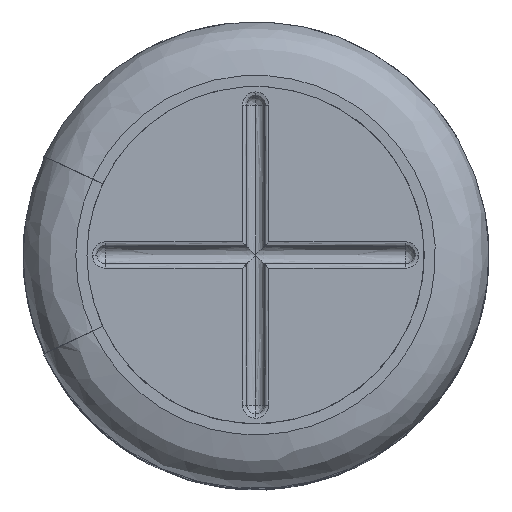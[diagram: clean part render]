
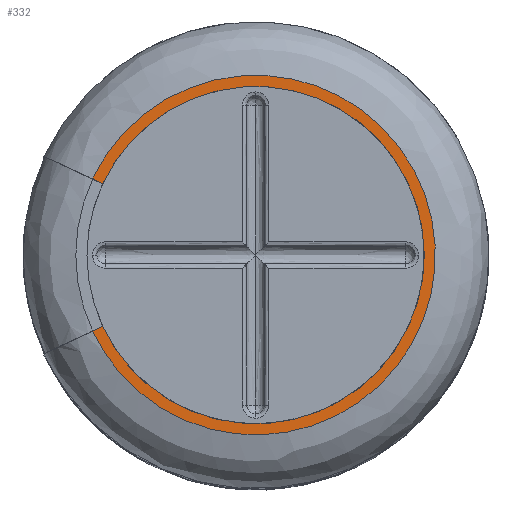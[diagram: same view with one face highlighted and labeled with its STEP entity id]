
A CAD part, top view. The second image highlights one B-rep face of the part: STEP entity #332.
In plain terms, the highlighted planar face has unit normal (0, 0, 1).
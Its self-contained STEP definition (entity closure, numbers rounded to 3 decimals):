
#332=ADVANCED_FACE('',(#490),#2320,.T.);
#490=FACE_OUTER_BOUND('',#631,.T.);
#631=EDGE_LOOP('',(#876,#877,#878,#879));
#876=ORIENTED_EDGE('',*,*,#1380,.T.);
#877=ORIENTED_EDGE('',*,*,#1376,.T.);
#878=ORIENTED_EDGE('',*,*,#1370,.T.);
#879=ORIENTED_EDGE('',*,*,#1377,.T.);
#1370=EDGE_CURVE('',#2085,#2086,#1873,.T.);
#1376=EDGE_CURVE('',#2091,#2085,#1700,.T.);
#1377=EDGE_CURVE('',#2086,#2090,#1701,.T.);
#1380=EDGE_CURVE('',#2090,#2091,#1878,.T.);
#1700=B_SPLINE_CURVE_WITH_KNOTS('',1,(#4010,#4011),.UNSPECIFIED.,.F.,.F.,
(2,2),(-0.12,0.),.UNSPECIFIED.);
#1701=B_SPLINE_CURVE_WITH_KNOTS('',1,(#4012,#4013),.UNSPECIFIED.,.F.,.F.,
(2,2),(-0.12,0.),.UNSPECIFIED.);
#1873=(
BOUNDED_CURVE()
B_SPLINE_CURVE(2,(#3989,#3990,#3991,#3992,#3993,#3994,#3995,#3996,#3997),
 .UNSPECIFIED.,.F.,.F.)
B_SPLINE_CURVE_WITH_KNOTS((3,2,2,2,3),(-9.769,-7.327,
-4.884,-2.442,0.),.UNSPECIFIED.)
CURVE()
GEOMETRIC_REPRESENTATION_ITEM()
RATIONAL_B_SPLINE_CURVE((1.,0.78,1.,0.78,1.,0.78,
1.,0.78,1.))
REPRESENTATION_ITEM('')
);
#1878=(
BOUNDED_CURVE()
B_SPLINE_CURVE(2,(#4020,#4021,#4022,#4023,#4024,#4025,#4026,#4027,#4028),
 .UNSPECIFIED.,.F.,.F.)
B_SPLINE_CURVE_WITH_KNOTS((3,2,2,2,3),(-12.096,-9.492,
-6.888,-4.284,-1.68),.UNSPECIFIED.)
CURVE()
GEOMETRIC_REPRESENTATION_ITEM()
RATIONAL_B_SPLINE_CURVE((1.,0.78,1.,0.78,1.,0.78,
1.,0.78,1.))
REPRESENTATION_ITEM('')
);
#2085=VERTEX_POINT('',#3674);
#2086=VERTEX_POINT('',#3675);
#2090=VERTEX_POINT('',#3679);
#2091=VERTEX_POINT('',#3680);
#2320=PLANE('',#2470);
#2470=AXIS2_PLACEMENT_3D('',#3557,#2496,$);
#2496=DIRECTION('',(0.,0.,1.));
#3557=CARTESIAN_POINT('',(-2.124,-2.669,11.12));
#3674=CARTESIAN_POINT('',(-1.636,0.763,11.12));
#3675=CARTESIAN_POINT('',(-1.636,-0.763,11.12));
#3679=CARTESIAN_POINT('',(-1.745,-0.814,11.12));
#3680=CARTESIAN_POINT('',(-1.745,0.814,11.12));
#3989=CARTESIAN_POINT('',(-1.636,0.763,11.12));
#3990=CARTESIAN_POINT('',(-1.024,2.076,11.12));
#3991=CARTESIAN_POINT('',(0.391,1.763,11.12));
#3992=CARTESIAN_POINT('',(1.806,1.449,11.12));
#3993=CARTESIAN_POINT('',(1.806,0.,11.12));
#3994=CARTESIAN_POINT('',(1.806,-1.449,11.12));
#3995=CARTESIAN_POINT('',(0.391,-1.763,11.12));
#3996=CARTESIAN_POINT('',(-1.024,-2.076,11.12));
#3997=CARTESIAN_POINT('',(-1.636,-0.763,11.12));
#4010=CARTESIAN_POINT('',(-1.745,0.814,11.12));
#4011=CARTESIAN_POINT('',(-1.636,0.763,11.12));
#4012=CARTESIAN_POINT('',(-1.636,-0.763,11.12));
#4013=CARTESIAN_POINT('',(-1.745,-0.814,11.12));
#4020=CARTESIAN_POINT('',(-1.745,-0.814,11.12));
#4021=CARTESIAN_POINT('',(-1.092,-2.214,11.12));
#4022=CARTESIAN_POINT('',(0.417,-1.88,11.12));
#4023=CARTESIAN_POINT('',(1.925,-1.545,11.12));
#4024=CARTESIAN_POINT('',(1.925,0.,11.12));
#4025=CARTESIAN_POINT('',(1.925,1.545,11.12));
#4026=CARTESIAN_POINT('',(0.417,1.88,11.12));
#4027=CARTESIAN_POINT('',(-1.092,2.214,11.12));
#4028=CARTESIAN_POINT('',(-1.745,0.814,11.12));
